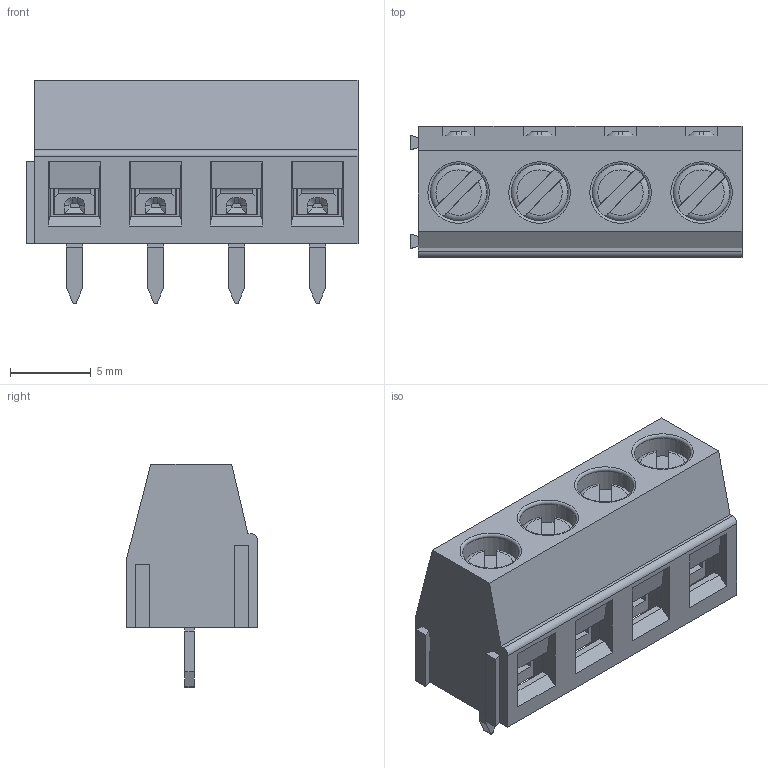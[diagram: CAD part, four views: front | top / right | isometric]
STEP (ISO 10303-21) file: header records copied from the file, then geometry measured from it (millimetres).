
FILE_DESCRIPTION(('STEP AP214'), '1');
FILE_NAME('DG127', '2019-09-29T18:20:57', ('AF'), (''), 'UNSPECIFIED', 'UNSPECIFIED', '');
FILE_SCHEMA(('AUTOMOTIVE_DESIGN { 1 0 10303 214 3 1 1}'));
Length unit declared in the file: millimetre
Assembly tree (12 placements, depth 2):
  (unnamed)
    (unnamed)  x4
    (unnamed)  x4
    (unnamed)  x4
Bounding box: 20.5 x 8.1 x 13.8 mm (x, y, z)
Volume: 1004.5 mm3; surface area: 2637.9 mm2
Topology: 13 solids, 13 shells, 474 faces, 1188 edges, 744 vertices
Faces by surface type: plane 385, cylinder 53, cone 24, torus 12
Full cylindrical faces by diameter (mm): 1.8 x4, 2 x4, 2.5 x4, 2.7 x4, 3.6 x4, 3.8 x4
Entity records: 9621 total; most frequent: CARTESIAN_POINT 1325, ORIENTED_EDGE 1234, DIRECTION 1179, EDGE_CURVE 617, LINE 555, VECTOR 555, VERTEX_POINT 404, AXIS2_PLACEMENT_3D 312
